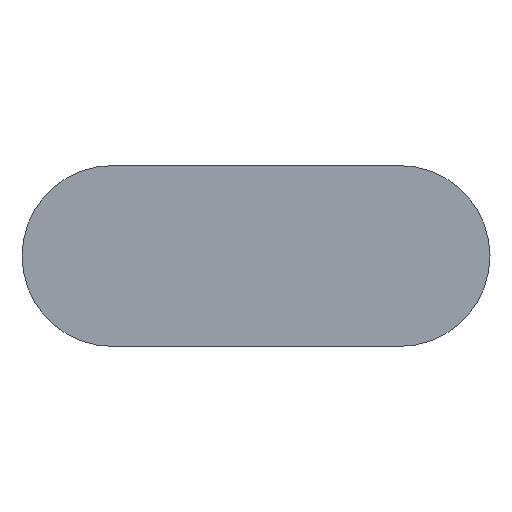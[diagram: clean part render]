
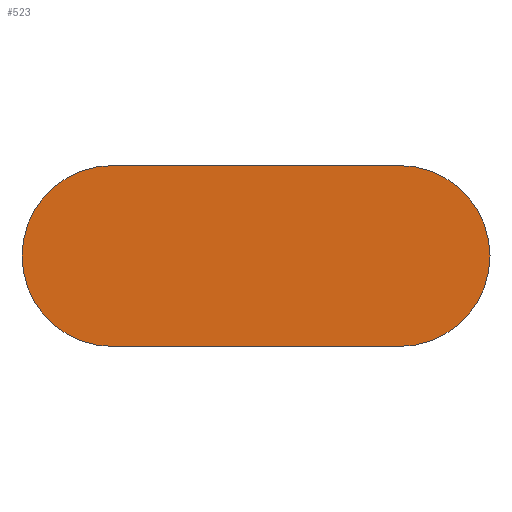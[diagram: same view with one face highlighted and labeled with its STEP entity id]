
A CAD part, front view. The second image highlights one B-rep face of the part: STEP entity #523.
In plain terms, the highlighted planar face has unit normal (0, -1, 0).
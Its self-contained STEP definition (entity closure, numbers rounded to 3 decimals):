
#18=PLANE('',#568);
#35=CIRCLE('',#569,5.715);
#36=CIRCLE('',#570,5.715);
#55=FACE_OUTER_BOUND('',#85,.T.);
#85=EDGE_LOOP('',(#420,#421,#422,#423));
#140=LINE('',#1649,#183);
#141=LINE('',#1653,#184);
#183=VECTOR('',#640,10.);
#184=VECTOR('',#643,10.);
#241=VERTEX_POINT('',#1647);
#242=VERTEX_POINT('',#1648);
#243=VERTEX_POINT('',#1650);
#244=VERTEX_POINT('',#1652);
#306=EDGE_CURVE('',#241,#242,#140,.T.);
#307=EDGE_CURVE('',#243,#241,#35,.T.);
#308=EDGE_CURVE('',#244,#243,#141,.T.);
#309=EDGE_CURVE('',#242,#244,#36,.T.);
#420=ORIENTED_EDGE('',*,*,#306,.F.);
#421=ORIENTED_EDGE('',*,*,#307,.F.);
#422=ORIENTED_EDGE('',*,*,#308,.F.);
#423=ORIENTED_EDGE('',*,*,#309,.F.);
#523=ADVANCED_FACE('',(#55),#18,.T.);
#568=AXIS2_PLACEMENT_3D('',#1646,#638,#639);
#569=AXIS2_PLACEMENT_3D('',#1651,#641,#642);
#570=AXIS2_PLACEMENT_3D('',#1654,#644,#645);
#638=DIRECTION('center_axis',(0.,-1.,0.));
#639=DIRECTION('ref_axis',(1.,0.,0.));
#640=DIRECTION('',(1.,0.,0.));
#641=DIRECTION('center_axis',(0.,1.,0.));
#642=DIRECTION('ref_axis',(1.,0.,0.));
#643=DIRECTION('',(-1.,0.,0.));
#644=DIRECTION('center_axis',(0.,1.,0.));
#645=DIRECTION('ref_axis',(1.,0.,0.));
#1646=CARTESIAN_POINT('Origin',(-4.614,-3.81,1.905));
#1647=CARTESIAN_POINT('',(-13.685,-3.81,7.62));
#1648=CARTESIAN_POINT('',(4.458,-3.81,7.62));
#1649=CARTESIAN_POINT('',(-8.657,-3.81,7.62));
#1650=CARTESIAN_POINT('',(-13.685,-3.81,-3.81));
#1651=CARTESIAN_POINT('Origin',(-13.685,-3.81,1.905));
#1652=CARTESIAN_POINT('',(4.458,-3.81,-3.81));
#1653=CARTESIAN_POINT('',(-0.078,-3.81,-3.81));
#1654=CARTESIAN_POINT('Origin',(4.458,-3.81,1.905));
